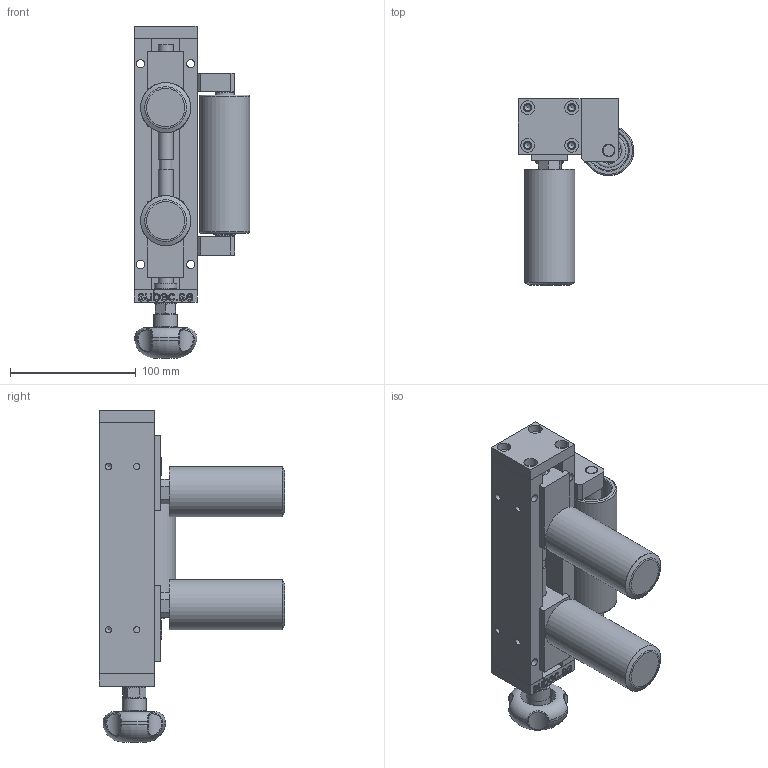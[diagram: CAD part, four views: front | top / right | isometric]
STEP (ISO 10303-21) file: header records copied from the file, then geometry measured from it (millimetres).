
FILE_DESCRIPTION (( 'STEP AP214' ), '1' );
FILE_NAME ('201124 STEP 1079RL.STEP', '2020-11-24T13:45:22', ( '' ), ( '' ), 'SwSTEP 2.0', 'SolidWorks 2020', '' );
FILE_SCHEMA (( 'AUTOMOTIVE_DESIGN' ));
Length unit declared in the file: millimetre
Products named in the file (1): 201124 STEP 1079RL
Bounding box: 92 x 148 x 264.39 mm (x, y, z)
Volume: 733499.6 mm3; surface area: 247215.5 mm2
Topology: 31 solids, 31 shells, 600 faces, 1366 edges, 895 vertices
Faces by surface type: plane 276, cylinder 175, bspline 83, cone 46, torus 20
Full cylindrical faces by diameter (mm): 1.7 x4, 5 x16, 6.5 x4, 6.6 x12, 6.8 x2, 8 x1, 8.5 x1, 9.5 x2, 10 x11, 10.2 x6, 11 x12, 12 x7, 13.5 x4, 14.3 x4, 14.5 x3, 15 x16, 15.5 x2, 18 x3, 18.5 x2, 19 x1, 20.1 x4, 26 x1, 26.9 x4, 28 x4, 32 x14, 40 x3
Entity records: 28238 total; most frequent: CARTESIAN_POINT 8968, DIRECTION 2318, ORIENTED_EDGE 2260, EDGE_CURVE 1130, EDGE_LOOP 966, AXIS2_PLACEMENT_3D 894, VERTEX_POINT 856, FACE_OUTER_BOUND 763
